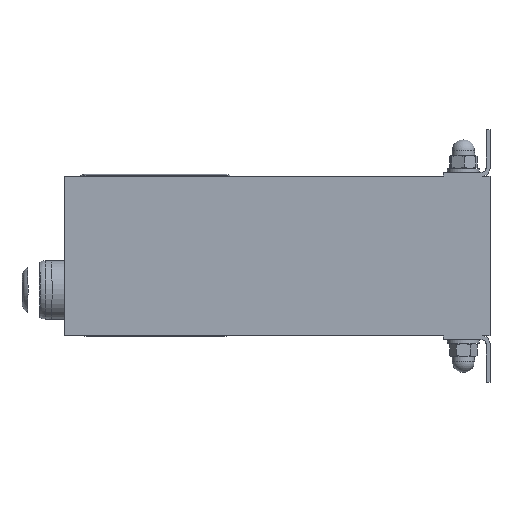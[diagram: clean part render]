
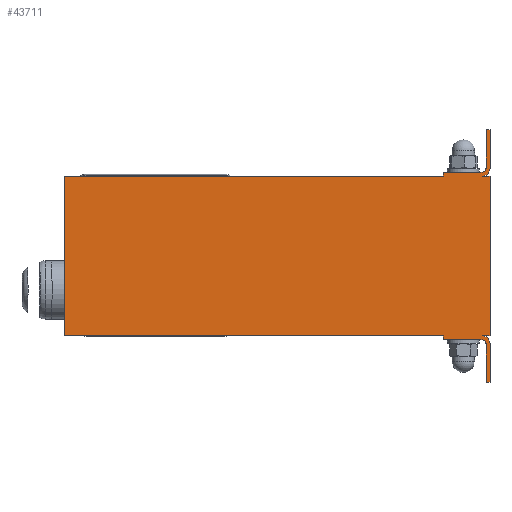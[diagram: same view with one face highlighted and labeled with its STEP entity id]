
A CAD part, left-side view. The second image highlights one B-rep face of the part: STEP entity #43711.
In plain terms, the highlighted planar face has unit normal (-1, 0, 0).
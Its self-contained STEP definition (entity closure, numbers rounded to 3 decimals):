
#1599=LINE('',#61402,#5656);
#2155=LINE('',#63659,#6212);
#4439=LINE('',#71675,#8496);
#4443=LINE('',#71695,#8500);
#4452=LINE('',#71726,#8509);
#4455=LINE('',#71732,#8512);
#4457=LINE('',#71737,#8514);
#4461=LINE('',#71750,#8518);
#4462=LINE('',#71753,#8519);
#4468=LINE('',#71774,#8525);
#4471=LINE('',#71780,#8528);
#4476=LINE('',#71789,#8533);
#4478=LINE('',#71800,#8535);
#4482=LINE('',#71807,#8539);
#4633=LINE('',#72476,#8690);
#4634=LINE('',#72477,#8691);
#5656=VECTOR('',#48815,10.);
#6212=VECTOR('',#49739,10.);
#8496=VECTOR('',#56495,10.);
#8500=VECTOR('',#56517,10.);
#8509=VECTOR('',#56548,10.);
#8512=VECTOR('',#56553,10.);
#8514=VECTOR('',#56557,10.);
#8518=VECTOR('',#56575,10.);
#8519=VECTOR('',#56578,10.);
#8525=VECTOR('',#56598,10.);
#8528=VECTOR('',#56603,10.);
#8533=VECTOR('',#56610,10.);
#8535=VECTOR('',#56626,10.);
#8539=VECTOR('',#56632,10.);
#8690=VECTOR('',#57331,10.);
#8691=VECTOR('',#57332,10.);
#11712=FACE_OUTER_BOUND('',#14133,.T.);
#14133=EDGE_LOOP('',(#36611,#36612,#36613,#36614,#36615,#36616,#36617,#36618,
#36619,#36620,#36621,#36622,#36623,#36624,#36625,#36626,#36627,#36628,#36629,
#36630));
#15469=CIRCLE('',#46749,3.);
#15470=CIRCLE('',#46751,6.);
#15476=CIRCLE('',#46765,3.);
#15479=CIRCLE('',#46769,6.);
#16461=VERTEX_POINT('',#61399);
#16462=VERTEX_POINT('',#61401);
#16920=VERTEX_POINT('',#63652);
#16923=VERTEX_POINT('',#63657);
#19194=VERTEX_POINT('',#71668);
#19197=VERTEX_POINT('',#71673);
#19203=VERTEX_POINT('',#71692);
#19204=VERTEX_POINT('',#71694);
#19213=VERTEX_POINT('',#71720);
#19215=VERTEX_POINT('',#71724);
#19217=VERTEX_POINT('',#71730);
#19218=VERTEX_POINT('',#71734);
#19220=VERTEX_POINT('',#71743);
#19222=VERTEX_POINT('',#71752);
#19228=VERTEX_POINT('',#71770);
#19230=VERTEX_POINT('',#71773);
#19232=VERTEX_POINT('',#71779);
#19235=VERTEX_POINT('',#71786);
#19237=VERTEX_POINT('',#71796);
#19239=VERTEX_POINT('',#71805);
#20751=EDGE_CURVE('',#16462,#16461,#1599,.T.);
#21440=EDGE_CURVE('',#16920,#16923,#2155,.T.);
#24915=EDGE_CURVE('',#19194,#19197,#4439,.T.);
#24923=EDGE_CURVE('',#19204,#19203,#4443,.T.);
#24938=EDGE_CURVE('',#19215,#19213,#4452,.T.);
#24941=EDGE_CURVE('',#19217,#19215,#4455,.T.);
#24943=EDGE_CURVE('',#19218,#19217,#4457,.T.);
#24946=EDGE_CURVE('',#19194,#19218,#15469,.T.);
#24947=EDGE_CURVE('',#19220,#19213,#15470,.T.);
#24951=EDGE_CURVE('',#16920,#19197,#4461,.T.);
#24952=EDGE_CURVE('',#19222,#19220,#4462,.T.);
#24962=EDGE_CURVE('',#19228,#19230,#4468,.T.);
#24965=EDGE_CURVE('',#19230,#19232,#4471,.T.);
#24970=EDGE_CURVE('',#19232,#19235,#4476,.T.);
#24971=EDGE_CURVE('',#19203,#19235,#15476,.T.);
#24975=EDGE_CURVE('',#19237,#19228,#15479,.T.);
#24976=EDGE_CURVE('',#16461,#19204,#4478,.T.);
#24980=EDGE_CURVE('',#19237,#19239,#4482,.T.);
#25291=EDGE_CURVE('',#16462,#16923,#4633,.T.);
#25292=EDGE_CURVE('',#19239,#19222,#4634,.T.);
#36611=ORIENTED_EDGE('',*,*,#25291,.F.);
#36612=ORIENTED_EDGE('',*,*,#20751,.T.);
#36613=ORIENTED_EDGE('',*,*,#24976,.T.);
#36614=ORIENTED_EDGE('',*,*,#24923,.T.);
#36615=ORIENTED_EDGE('',*,*,#24971,.T.);
#36616=ORIENTED_EDGE('',*,*,#24970,.F.);
#36617=ORIENTED_EDGE('',*,*,#24965,.F.);
#36618=ORIENTED_EDGE('',*,*,#24962,.F.);
#36619=ORIENTED_EDGE('',*,*,#24975,.F.);
#36620=ORIENTED_EDGE('',*,*,#24980,.T.);
#36621=ORIENTED_EDGE('',*,*,#25292,.T.);
#36622=ORIENTED_EDGE('',*,*,#24952,.T.);
#36623=ORIENTED_EDGE('',*,*,#24947,.T.);
#36624=ORIENTED_EDGE('',*,*,#24938,.F.);
#36625=ORIENTED_EDGE('',*,*,#24941,.F.);
#36626=ORIENTED_EDGE('',*,*,#24943,.F.);
#36627=ORIENTED_EDGE('',*,*,#24946,.F.);
#36628=ORIENTED_EDGE('',*,*,#24915,.T.);
#36629=ORIENTED_EDGE('',*,*,#24951,.F.);
#36630=ORIENTED_EDGE('',*,*,#21440,.T.);
#39362=PLANE('',#47045);
#43711=ADVANCED_FACE('',(#11712),#39362,.T.);
#46749=AXIS2_PLACEMENT_3D('',#71741,#56563,#56564);
#46751=AXIS2_PLACEMENT_3D('',#71744,#56567,#56568);
#46765=AXIS2_PLACEMENT_3D('',#71791,#56613,#56614);
#46769=AXIS2_PLACEMENT_3D('',#71798,#56622,#56623);
#47045=AXIS2_PLACEMENT_3D('',#72475,#57329,#57330);
#48815=DIRECTION('',(0.,-1.,0.));
#49739=DIRECTION('',(0.,1.,0.));
#56495=DIRECTION('',(0.,1.,0.));
#56517=DIRECTION('',(0.,-1.,0.));
#56548=DIRECTION('',(0.,0.,-1.));
#56553=DIRECTION('',(0.,-1.,0.));
#56557=DIRECTION('',(0.,0.,1.));
#56563=DIRECTION('center_axis',(-1.,0.,0.));
#56564=DIRECTION('ref_axis',(0.,0.,
-1.));
#56567=DIRECTION('center_axis',(-1.,0.,0.));
#56568=DIRECTION('ref_axis',(0.,0.,
-1.));
#56575=DIRECTION('',(0.,0.,1.));
#56578=DIRECTION('',(0.,1.,0.));
#56598=DIRECTION('',(0.,0.,-1.));
#56603=DIRECTION('',(0.,1.,0.));
#56610=DIRECTION('',(0.,0.,1.));
#56613=DIRECTION('center_axis',(1.,0.,0.));
#56614=DIRECTION('ref_axis',(0.,0.,
1.));
#56622=DIRECTION('center_axis',(1.,0.,0.));
#56623=DIRECTION('ref_axis',(0.,0.,
1.));
#56626=DIRECTION('',(0.,0.,-1.));
#56632=DIRECTION('',(0.,-1.,0.));
#57329=DIRECTION('center_axis',(-1.,0.,0.));
#57330=DIRECTION('ref_axis',(0.,0.,
1.));
#57331=DIRECTION('',(0.,0.,1.));
#57332=DIRECTION('',(0.,0.,1.));
#61399=CARTESIAN_POINT('',(-160.,-125.,1.5));
#61401=CARTESIAN_POINT('',(-160.,160.,1.5));
#61402=CARTESIAN_POINT('',(-160.,160.,1.5));
#63652=CARTESIAN_POINT('',(-160.,-125.,121.5));
#63657=CARTESIAN_POINT('',(-160.,160.,121.5));
#63659=CARTESIAN_POINT('',(-160.,160.,121.5));
#71668=CARTESIAN_POINT('',(-160.,-154.,124.5));
#71673=CARTESIAN_POINT('',(-160.,-125.,124.5));
#71675=CARTESIAN_POINT('',(-160.,-125.,124.5));
#71692=CARTESIAN_POINT('',(-160.,-154.,-1.5));
#71694=CARTESIAN_POINT('',(-160.,-125.,-1.5));
#71695=CARTESIAN_POINT('',(-160.,-160.,-1.5));
#71720=CARTESIAN_POINT('',(-160.,-160.,127.5));
#71724=CARTESIAN_POINT('',(-160.,-160.,156.5));
#71726=CARTESIAN_POINT('',(-160.,-160.,156.5));
#71730=CARTESIAN_POINT('',(-160.,-157.,156.5));
#71732=CARTESIAN_POINT('',(-160.,-157.,156.5));
#71734=CARTESIAN_POINT('',(-160.,-157.,127.5));
#71737=CARTESIAN_POINT('',(-160.,-157.,121.5));
#71741=CARTESIAN_POINT('Origin',(-160.,-154.,127.5));
#71743=CARTESIAN_POINT('',(-160.,-154.,121.5));
#71744=CARTESIAN_POINT('Origin',(-160.,-154.,127.5));
#71750=CARTESIAN_POINT('',(-160.,-125.,121.5));
#71752=CARTESIAN_POINT('',(-160.,-160.,121.5));
#71753=CARTESIAN_POINT('',(-160.,160.,121.5));
#71770=CARTESIAN_POINT('',(-160.,-160.,-4.5));
#71773=CARTESIAN_POINT('',(-160.,-160.,-33.5));
#71774=CARTESIAN_POINT('',(-160.,-160.,-33.5));
#71779=CARTESIAN_POINT('',(-160.,-157.,-33.5));
#71780=CARTESIAN_POINT('',(-160.,-157.,-33.5));
#71786=CARTESIAN_POINT('',(-160.,-157.,-4.5));
#71789=CARTESIAN_POINT('',(-160.,-157.,1.5));
#71791=CARTESIAN_POINT('Origin',(-160.,-154.,-4.5));
#71796=CARTESIAN_POINT('',(-160.,-154.,1.5));
#71798=CARTESIAN_POINT('Origin',(-160.,-154.,-4.5));
#71800=CARTESIAN_POINT('',(-160.,-125.,1.5));
#71805=CARTESIAN_POINT('',(-160.,-160.,1.5));
#71807=CARTESIAN_POINT('',(-160.,160.,1.5));
#72475=CARTESIAN_POINT('Origin',(-160.,-160.,1.5));
#72476=CARTESIAN_POINT('',(-160.,160.,1.5));
#72477=CARTESIAN_POINT('',(-160.,-160.,1.5));
